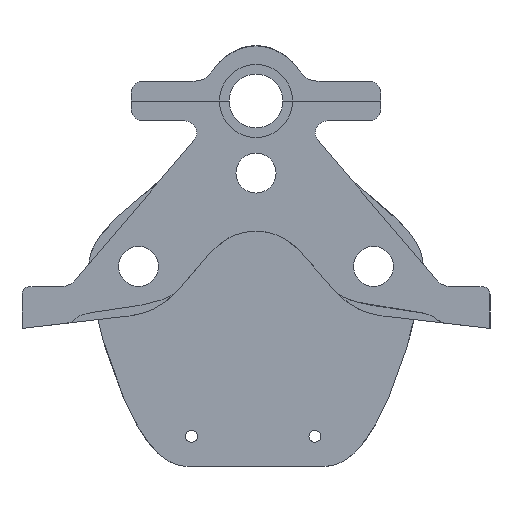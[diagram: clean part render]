
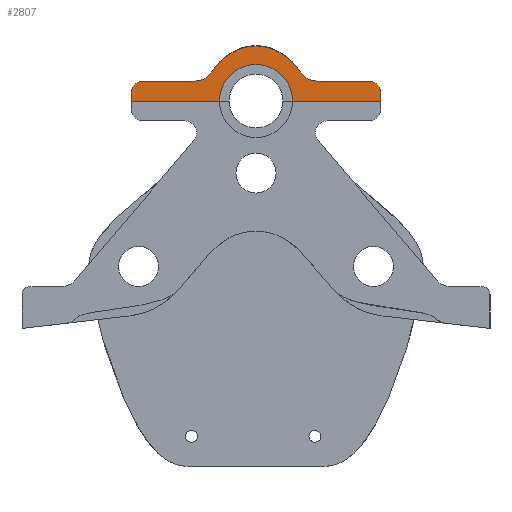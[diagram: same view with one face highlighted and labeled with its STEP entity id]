
A CAD part, left-side view. The second image highlights one B-rep face of the part: STEP entity #2807.
In plain terms, the highlighted planar face has unit normal (-1, 0, 0).
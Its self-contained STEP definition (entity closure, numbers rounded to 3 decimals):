
#281=CIRCLE('',#3046,9.16);
#292=CIRCLE('',#3062,3.);
#293=CIRCLE('',#3067,3.);
#294=CIRCLE('',#3070,5.);
#295=CIRCLE('',#3072,13.809);
#296=CIRCLE('',#3074,13.809);
#297=CIRCLE('',#3076,5.);
#442=FACE_OUTER_BOUND('',#628,.T.);
#628=EDGE_LOOP('',(#2471,#2472,#2473,#2474,#2475,#2476,#2477,#2478,#2479,
#2480,#2481,#2482,#2483));
#848=LINE('',#4837,#1088);
#858=LINE('',#4879,#1098);
#859=LINE('',#4882,#1099);
#861=LINE('',#4886,#1101);
#864=LINE('',#4894,#1104);
#870=LINE('',#4913,#1110);
#1088=VECTOR('',#3698,10.);
#1098=VECTOR('',#3740,10.);
#1099=VECTOR('',#3743,10.);
#1101=VECTOR('',#3747,10.);
#1104=VECTOR('',#3756,10.);
#1110=VECTOR('',#3780,10.);
#1341=VERTEX_POINT('',#4825);
#1343=VERTEX_POINT('',#4829);
#1345=VERTEX_POINT('',#4835);
#1360=VERTEX_POINT('',#4873);
#1361=VERTEX_POINT('',#4875);
#1362=VERTEX_POINT('',#4881);
#1363=VERTEX_POINT('',#4885);
#1364=VERTEX_POINT('',#4889);
#1365=VERTEX_POINT('',#4893);
#1366=VERTEX_POINT('',#4897);
#1367=VERTEX_POINT('',#4901);
#1368=VERTEX_POINT('',#4905);
#1369=VERTEX_POINT('',#4909);
#1707=EDGE_CURVE('',#1341,#1343,#281,.T.);
#1710=EDGE_CURVE('',#1343,#1345,#848,.T.);
#1729=EDGE_CURVE('',#1361,#1360,#292,.T.);
#1731=EDGE_CURVE('',#1345,#1361,#858,.T.);
#1732=EDGE_CURVE('',#1362,#1341,#859,.T.);
#1734=EDGE_CURVE('',#1363,#1362,#861,.T.);
#1736=EDGE_CURVE('',#1364,#1363,#293,.T.);
#1738=EDGE_CURVE('',#1365,#1364,#864,.T.);
#1740=EDGE_CURVE('',#1366,#1365,#294,.T.);
#1742=EDGE_CURVE('',#1367,#1366,#295,.T.);
#1744=EDGE_CURVE('',#1368,#1367,#296,.T.);
#1746=EDGE_CURVE('',#1369,#1368,#297,.T.);
#1748=EDGE_CURVE('',#1360,#1369,#870,.T.);
#2471=ORIENTED_EDGE('',*,*,#1707,.T.);
#2472=ORIENTED_EDGE('',*,*,#1710,.T.);
#2473=ORIENTED_EDGE('',*,*,#1731,.T.);
#2474=ORIENTED_EDGE('',*,*,#1729,.T.);
#2475=ORIENTED_EDGE('',*,*,#1748,.T.);
#2476=ORIENTED_EDGE('',*,*,#1746,.T.);
#2477=ORIENTED_EDGE('',*,*,#1744,.T.);
#2478=ORIENTED_EDGE('',*,*,#1742,.T.);
#2479=ORIENTED_EDGE('',*,*,#1740,.T.);
#2480=ORIENTED_EDGE('',*,*,#1738,.T.);
#2481=ORIENTED_EDGE('',*,*,#1736,.T.);
#2482=ORIENTED_EDGE('',*,*,#1734,.T.);
#2483=ORIENTED_EDGE('',*,*,#1732,.T.);
#2677=PLANE('',#3078);
#2807=ADVANCED_FACE('',(#442),#2677,.F.);
#3046=AXIS2_PLACEMENT_3D('',#4831,#3692,#3693);
#3062=AXIS2_PLACEMENT_3D('',#4876,#3735,#3736);
#3067=AXIS2_PLACEMENT_3D('',#4890,#3751,#3752);
#3070=AXIS2_PLACEMENT_3D('',#4898,#3760,#3761);
#3072=AXIS2_PLACEMENT_3D('',#4902,#3765,#3766);
#3074=AXIS2_PLACEMENT_3D('',#4906,#3770,#3771);
#3076=AXIS2_PLACEMENT_3D('',#4910,#3775,#3776);
#3078=AXIS2_PLACEMENT_3D('',#4914,#3781,#3782);
#3692=DIRECTION('center_axis',(1.,0.,0.));
#3693=DIRECTION('ref_axis',(0.,1.,0.));
#3698=DIRECTION('',(0.,-1.,0.));
#3735=DIRECTION('center_axis',(-1.,0.,0.));
#3736=DIRECTION('ref_axis',(0.,0.,1.));
#3740=DIRECTION('',(0.,0.,1.));
#3743=DIRECTION('',(0.,-1.,0.));
#3747=DIRECTION('',(0.,0.,-1.));
#3751=DIRECTION('center_axis',(-1.,0.,0.));
#3752=DIRECTION('ref_axis',(0.,1.,0.));
#3756=DIRECTION('',(0.,1.,0.));
#3760=DIRECTION('center_axis',(1.,0.,0.));
#3761=DIRECTION('ref_axis',(0.,-0.848,-0.53));
#3765=DIRECTION('center_axis',(-1.,0.,0.));
#3766=DIRECTION('ref_axis',(0.,0.85,0.527));
#3770=DIRECTION('center_axis',(-1.,0.,0.));
#3771=DIRECTION('ref_axis',(0.,-0.05,0.999));
#3775=DIRECTION('center_axis',(1.,0.,0.));
#3776=DIRECTION('ref_axis',(0.,0.,-1.));
#3780=DIRECTION('',(0.,1.,0.));
#3781=DIRECTION('center_axis',(1.,0.,0.));
#3782=DIRECTION('ref_axis',(0.,1.,0.));
#4825=CARTESIAN_POINT('',(-67.36,32.072,83.182));
#4829=CARTESIAN_POINT('',(-67.36,13.752,83.182));
#4831=CARTESIAN_POINT('Origin',(-67.36,22.912,83.182));
#4835=CARTESIAN_POINT('',(-67.36,-8.343,83.182));
#4837=CARTESIAN_POINT('',(-67.36,-66.746,83.182));
#4873=CARTESIAN_POINT('',(-67.36,-5.343,88.182));
#4875=CARTESIAN_POINT('',(-67.36,-8.343,85.182));
#4876=CARTESIAN_POINT('Origin',(-67.36,-5.343,85.182));
#4879=CARTESIAN_POINT('',(-67.36,-8.343,85.182));
#4881=CARTESIAN_POINT('',(-67.36,54.168,83.182));
#4882=CARTESIAN_POINT('',(-67.36,-66.746,83.182));
#4885=CARTESIAN_POINT('',(-67.36,54.168,85.182));
#4886=CARTESIAN_POINT('',(-67.36,54.168,85.182));
#4889=CARTESIAN_POINT('',(-67.36,51.168,88.182));
#4890=CARTESIAN_POINT('Origin',(-67.36,51.168,85.182));
#4893=CARTESIAN_POINT('',(-67.36,38.203,88.182));
#4894=CARTESIAN_POINT('',(-67.36,38.203,88.182));
#4897=CARTESIAN_POINT('',(-67.36,33.964,90.532));
#4898=CARTESIAN_POINT('Origin',(-67.36,38.203,93.182));
#4901=CARTESIAN_POINT('',(-67.36,22.912,97.047));
#4902=CARTESIAN_POINT('Origin',(-67.36,22.228,83.256));
#4905=CARTESIAN_POINT('',(-67.36,11.861,90.532));
#4906=CARTESIAN_POINT('Origin',(-67.36,23.597,83.256));
#4909=CARTESIAN_POINT('',(-67.36,7.621,88.182));
#4910=CARTESIAN_POINT('Origin',(-67.36,7.621,93.182));
#4913=CARTESIAN_POINT('',(-67.36,7.621,88.182));
#4914=CARTESIAN_POINT('Origin',(-67.36,22.912,16.532));
